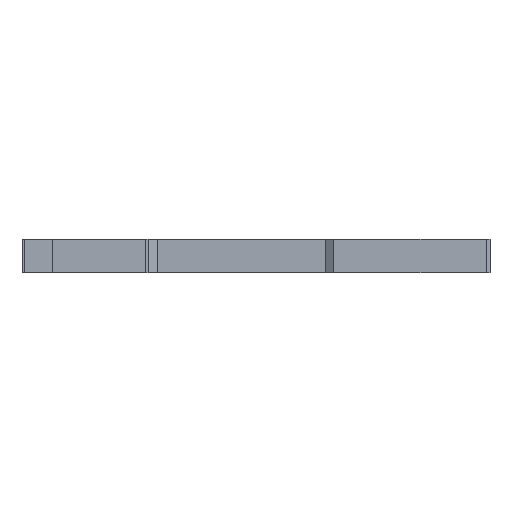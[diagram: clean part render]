
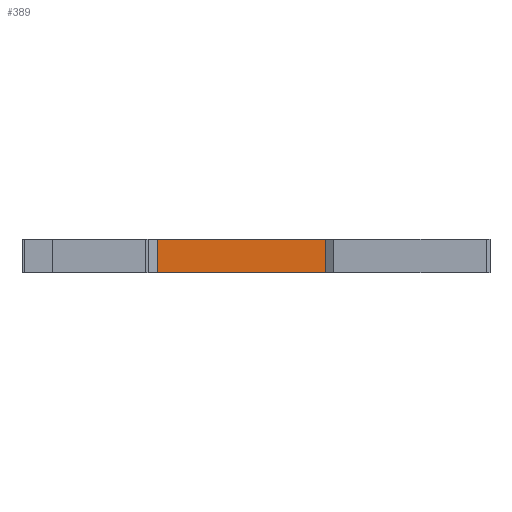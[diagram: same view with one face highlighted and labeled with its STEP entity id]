
A CAD part, front view. The second image highlights one B-rep face of the part: STEP entity #389.
In plain terms, the highlighted planar face has unit normal (0, -1, 0).
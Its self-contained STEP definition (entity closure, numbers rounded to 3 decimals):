
#98=FACE_OUTER_BOUND('',#1119,.T.);
#389=ADVANCED_FACE('',(#98),#689,.F.);
#689=PLANE('',#5894);
#1119=EDGE_LOOP('',(#1732,#1733,#1734,#1735));
#1732=ORIENTED_EDGE('',*,*,#3880,.T.);
#1733=ORIENTED_EDGE('',*,*,#3881,.F.);
#1734=ORIENTED_EDGE('',*,*,#3717,.F.);
#1735=ORIENTED_EDGE('',*,*,#3879,.T.);
#3171=VERTEX_POINT('',#7918);
#3172=VERTEX_POINT('',#7920);
#3318=VERTEX_POINT('',#8446);
#3319=VERTEX_POINT('',#8450);
#3717=EDGE_CURVE('',#3171,#3172,#4515,.T.);
#3879=EDGE_CURVE('',#3171,#3318,#4648,.T.);
#3880=EDGE_CURVE('',#3318,#3319,#4649,.T.);
#3881=EDGE_CURVE('',#3172,#3319,#4650,.T.);
#4515=LINE('',#7919,#5234);
#4648=LINE('',#8447,#5367);
#4649=LINE('',#8449,#5368);
#4650=LINE('',#8451,#5369);
#5234=VECTOR('',#6310,1.);
#5367=VECTOR('',#6499,1.);
#5368=VECTOR('',#6502,1.);
#5369=VECTOR('',#6503,1.);
#5894=AXIS2_PLACEMENT_3D('',#8452,#6504,#6505);
#6310=DIRECTION('',(1.,0.,0.));
#6499=DIRECTION('',(0.,0.,-1.));
#6502=DIRECTION('',(1.,0.,0.));
#6503=DIRECTION('',(0.,0.,-1.));
#6504=DIRECTION('',(0.,1.,0.));
#6505=DIRECTION('',(0.,0.,1.));
#7918=CARTESIAN_POINT('',(23.532,3.001,0.));
#7919=CARTESIAN_POINT('',(23.532,3.001,0.));
#7920=CARTESIAN_POINT('',(57.736,3.001,0.));
#8446=CARTESIAN_POINT('',(23.532,3.001,-6.2));
#8447=CARTESIAN_POINT('',(23.532,3.001,0.));
#8449=CARTESIAN_POINT('',(23.532,3.001,-6.2));
#8450=CARTESIAN_POINT('',(57.736,3.001,-6.2));
#8451=CARTESIAN_POINT('',(57.736,3.001,0.));
#8452=CARTESIAN_POINT('',(23.532,3.001,0.));
